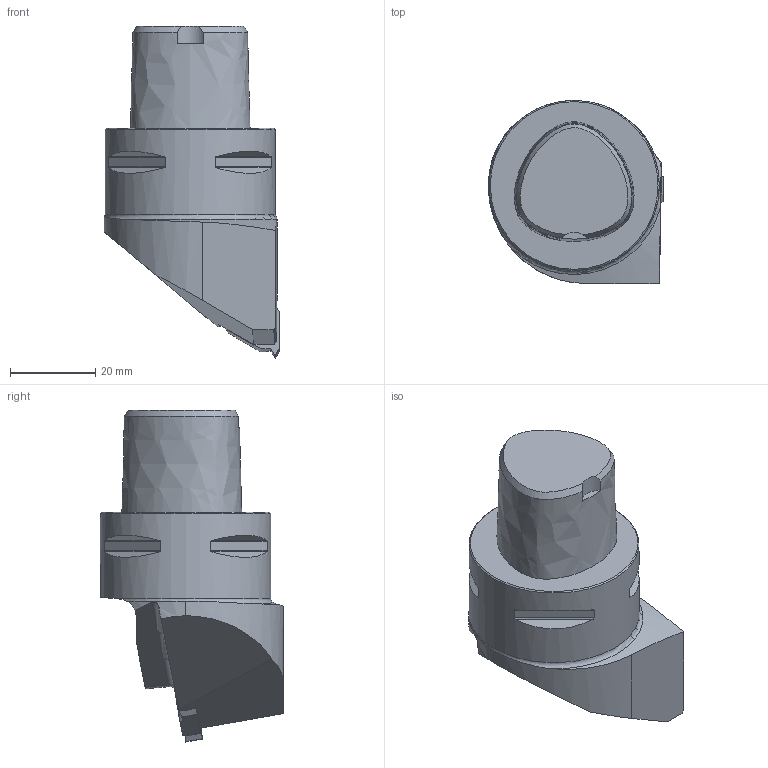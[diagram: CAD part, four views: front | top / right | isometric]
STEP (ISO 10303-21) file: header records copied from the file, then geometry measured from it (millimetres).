
FILE_DESCRIPTION(/* description */ (''),/* implementation_level */ '2;1');
FILE_NAME(/* name */ 'toolassembly_1.stp',/* time_stamp */ '2019-01-03T14:14:04+01:00',/* author */ (''),/* organization */ ('SMS'),/* preprocessor_version */ 'ST-DEVELOPER v15',/* originating_system */ 'SIEMENS PLM Software NX 8.5',/* authorisation */ '');
FILE_SCHEMA (('AUTOMOTIVE_DESIGN { 1 0 10303 214 3 1 1 1 }'));
Length unit declared in the file: millimetre
Products named in the file (4): ASSEMBLY_CONSTRUCTION; CUT_20190103141243; NOCUT_20190103141243; TOOLASSEMBLY_1
Assembly tree (3 placements, depth 2):
  TOOLASSEMBLY_1
    NOCUT_20190103141243
    CUT_20190103141243
    ASSEMBLY_CONSTRUCTION
Bounding box: 41.16 x 43 x 77.97 mm (x, y, z)
Volume: 61989.5 mm3; surface area: 10398.8 mm2
Topology: 2 solids, 2 shells, 113 faces, 368 edges, 330 vertices
Faces by surface type: plane 59, cylinder 35, cone 9, torus 8, bspline 2
Full cylindrical faces by diameter (mm): 40 x1
Entity records: 5315 total; most frequent: CARTESIAN_POINT 1858, DIRECTION 653, ORIENTED_EDGE 594, EDGE_CURVE 297, AXIS2_PLACEMENT_3D 227, LINE 199, VECTOR 199, VERTEX_POINT 199
